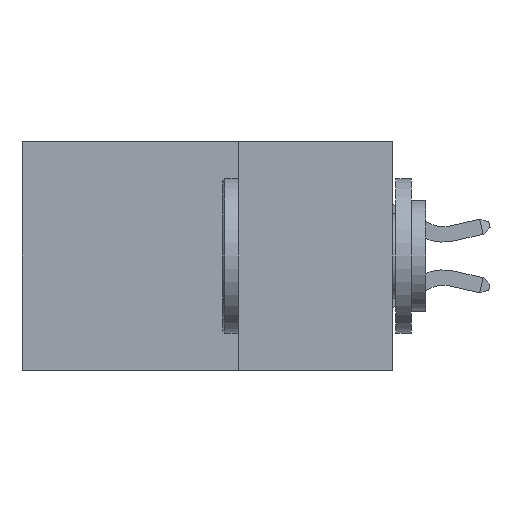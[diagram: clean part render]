
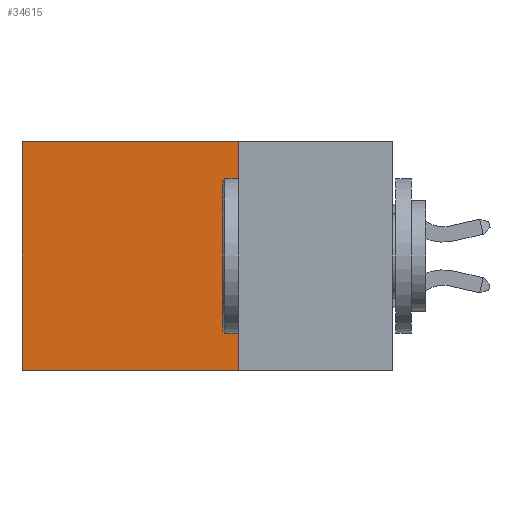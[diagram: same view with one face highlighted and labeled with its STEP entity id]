
A CAD part, left-side view. The second image highlights one B-rep face of the part: STEP entity #34615.
In plain terms, the highlighted planar face has unit normal (-1, 0, 0).
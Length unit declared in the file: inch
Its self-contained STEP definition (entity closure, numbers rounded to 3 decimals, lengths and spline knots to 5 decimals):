
#185 = CARTESIAN_POINT ( 'NONE',  ( 0.2875, 0.25, -0.37 ) ) ;
#1007 = DIRECTION ( 'NONE',  ( 1., 0., 0. ) ) ;
#1103 = VERTEX_POINT ( 'NONE', #38017 ) ;
#1644 = VECTOR ( 'NONE', #33803, 39.37008 ) ;
#3579 = CARTESIAN_POINT ( 'NONE',  ( 0.2875, 0.25, 0. ) ) ;
#4213 = FACE_OUTER_BOUND ( 'NONE', #25512, .T. ) ;
#5493 = ORIENTED_EDGE ( 'NONE', *, *, #15216, .T. ) ;
#5595 = DIRECTION ( 'NONE',  ( 0., 0., -1. ) ) ;
#7332 = LINE ( 'NONE', #33545, #37456 ) ;
#7589 = ORIENTED_EDGE ( 'NONE', *, *, #25884, .F. ) ;
#9789 = LINE ( 'NONE', #17832, #23953 ) ;
#10099 = PLANE ( 'NONE',  #27583 ) ;
#11257 = LINE ( 'NONE', #185, #34273 ) ;
#14390 = ORIENTED_EDGE ( 'NONE', *, *, #36460, .F. ) ;
#14482 = EDGE_CURVE ( 'NONE', #19946, #1103, #9789, .T. ) ;
#15216 = EDGE_CURVE ( 'NONE', #26017, #19946, #7332, .T. ) ;
#16181 = CARTESIAN_POINT ( 'NONE',  ( 0.2875, 0.25, -0.37 ) ) ;
#17832 = CARTESIAN_POINT ( 'NONE',  ( 0.2875, 0.6, 0. ) ) ;
#19245 = CARTESIAN_POINT ( 'NONE',  ( 0.2875, 0.25, 0. ) ) ;
#19946 = VERTEX_POINT ( 'NONE', #37307 ) ;
#22263 = DIRECTION ( 'NONE',  ( 0., 0., -1. ) ) ;
#23953 = VECTOR ( 'NONE', #5595, 39.37008 ) ;
#24150 = ORIENTED_EDGE ( 'NONE', *, *, #14482, .T. ) ;
#24856 = LINE ( 'NONE', #3579, #1644 ) ;
#25512 = EDGE_LOOP ( 'NONE', ( #24150, #14390, #7589, #5493 ) ) ;
#25884 = EDGE_CURVE ( 'NONE', #26017, #31340, #24856, .T. ) ;
#26017 = VERTEX_POINT ( 'NONE', #37195 ) ;
#27583 = AXIS2_PLACEMENT_3D ( 'NONE', #19245, #1007, #22263 ) ;
#30336 = DIRECTION ( 'NONE',  ( 0., 1., 0. ) ) ;
#31340 = VERTEX_POINT ( 'NONE', #16181 ) ;
#33545 = CARTESIAN_POINT ( 'NONE',  ( 0.2875, 0.25, 0. ) ) ;
#33803 = DIRECTION ( 'NONE',  ( 0., 0., -1. ) ) ;
#34273 = VECTOR ( 'NONE', #30336, 39.37008 ) ;
#34615 = ADVANCED_FACE ( 'NONE', ( #4213 ), #10099, .F. ) ;
#36460 = EDGE_CURVE ( 'NONE', #31340, #1103, #11257, .T. ) ;
#36566 = DIRECTION ( 'NONE',  ( 0., 1., 0. ) ) ;
#37195 = CARTESIAN_POINT ( 'NONE',  ( 0.2875, 0.25, 0. ) ) ;
#37307 = CARTESIAN_POINT ( 'NONE',  ( 0.2875, 0.6, 0. ) ) ;
#37456 = VECTOR ( 'NONE', #36566, 39.37008 ) ;
#38017 = CARTESIAN_POINT ( 'NONE',  ( 0.2875, 0.6, -0.37 ) ) ;
